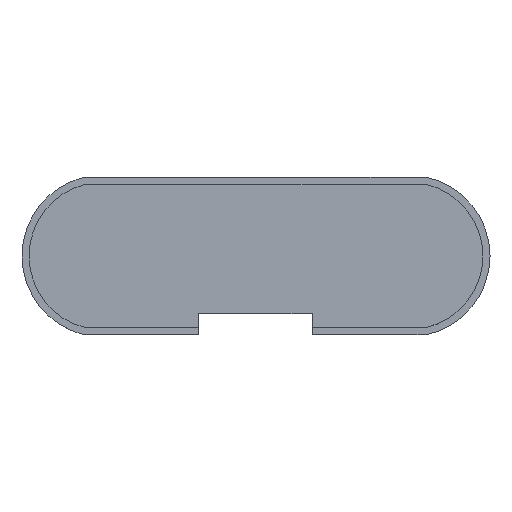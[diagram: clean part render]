
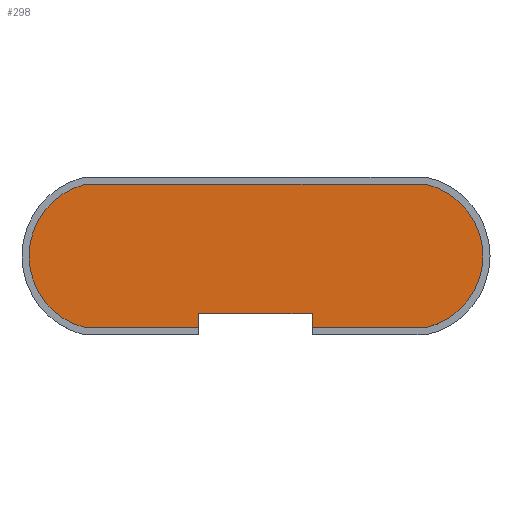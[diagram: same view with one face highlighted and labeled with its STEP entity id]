
A CAD part, top view. The second image highlights one B-rep face of the part: STEP entity #298.
In plain terms, the highlighted planar face has unit normal (0, 0, 1).
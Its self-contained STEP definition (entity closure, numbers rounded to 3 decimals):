
#18=PLANE('',#332);
#32=FACE_OUTER_BOUND('',#48,.T.);
#48=EDGE_LOOP('',(#225,#226,#227,#228,#229,#230,#231,#232));
#63=LINE('',#446,#97);
#65=LINE('',#451,#99);
#69=LINE('',#463,#103);
#71=LINE('',#468,#105);
#72=LINE('',#469,#106);
#73=LINE('',#470,#107);
#97=VECTOR('',#361,10.);
#99=VECTOR('',#365,10.);
#103=VECTOR('',#377,10.);
#105=VECTOR('',#381,10.);
#106=VECTOR('',#382,10.);
#107=VECTOR('',#383,10.);
#128=CIRCLE('',#325,103.932);
#130=CIRCLE('',#330,103.399);
#137=VERTEX_POINT('',#436);
#138=VERTEX_POINT('',#438);
#140=VERTEX_POINT('',#444);
#142=VERTEX_POINT('',#450);
#144=VERTEX_POINT('',#456);
#146=VERTEX_POINT('',#462);
#147=VERTEX_POINT('',#466);
#148=VERTEX_POINT('',#467);
#165=EDGE_CURVE('',#138,#137,#128,.T.);
#169=EDGE_CURVE('',#137,#140,#63,.T.);
#171=EDGE_CURVE('',#142,#138,#65,.T.);
#174=EDGE_CURVE('',#144,#142,#130,.T.);
#177=EDGE_CURVE('',#146,#144,#69,.T.);
#179=EDGE_CURVE('',#147,#148,#71,.T.);
#180=EDGE_CURVE('',#148,#146,#72,.T.);
#181=EDGE_CURVE('',#140,#147,#73,.T.);
#225=ORIENTED_EDGE('',*,*,#179,.T.);
#226=ORIENTED_EDGE('',*,*,#180,.T.);
#227=ORIENTED_EDGE('',*,*,#177,.T.);
#228=ORIENTED_EDGE('',*,*,#174,.T.);
#229=ORIENTED_EDGE('',*,*,#171,.T.);
#230=ORIENTED_EDGE('',*,*,#165,.T.);
#231=ORIENTED_EDGE('',*,*,#169,.T.);
#232=ORIENTED_EDGE('',*,*,#181,.T.);
#298=ADVANCED_FACE('',(#32),#18,.T.);
#325=AXIS2_PLACEMENT_3D('',#439,#354,#355);
#330=AXIS2_PLACEMENT_3D('',#457,#371,#372);
#332=AXIS2_PLACEMENT_3D('',#465,#379,#380);
#354=DIRECTION('center_axis',(0.,0.,1.));
#355=DIRECTION('ref_axis',(-0.237,0.972,0.));
#361=DIRECTION('',(1.,0.,0.));
#365=DIRECTION('',(-1.,0.,0.));
#371=DIRECTION('center_axis',(0.,0.,1.));
#372=DIRECTION('ref_axis',(0.216,-0.976,0.));
#377=DIRECTION('',(1.,0.,0.));
#379=DIRECTION('center_axis',(0.,0.,1.));
#380=DIRECTION('ref_axis',(1.,0.,0.));
#381=DIRECTION('',(1.,0.,0.));
#382=DIRECTION('',(0.,-1.,0.));
#383=DIRECTION('',(0.,1.,0.));
#436=CARTESIAN_POINT('',(-79.82,-19.,20.));
#438=CARTESIAN_POINT('',(-79.655,182.924,20.));
#439=CARTESIAN_POINT('Origin',(-55.068,81.942,20.));
#444=CARTESIAN_POINT('',(79.6,-19.,20.));
#446=CARTESIAN_POINT('',(-79.82,-19.,20.));
#450=CARTESIAN_POINT('',(398.934,182.924,20.));
#451=CARTESIAN_POINT('',(-79.655,182.924,20.));
#456=CARTESIAN_POINT('',(398.934,-19.,20.));
#457=CARTESIAN_POINT('Origin',(376.618,81.962,20.));
#462=CARTESIAN_POINT('',(239.512,-19.,20.));
#463=CARTESIAN_POINT('',(239.512,-19.,20.));
#465=CARTESIAN_POINT('Origin',(160.508,81.962,20.));
#466=CARTESIAN_POINT('',(79.6,0.8,20.));
#467=CARTESIAN_POINT('',(239.512,0.8,20.));
#468=CARTESIAN_POINT('',(79.6,0.8,20.));
#469=CARTESIAN_POINT('',(239.512,0.8,20.));
#470=CARTESIAN_POINT('',(79.6,0.8,20.));
